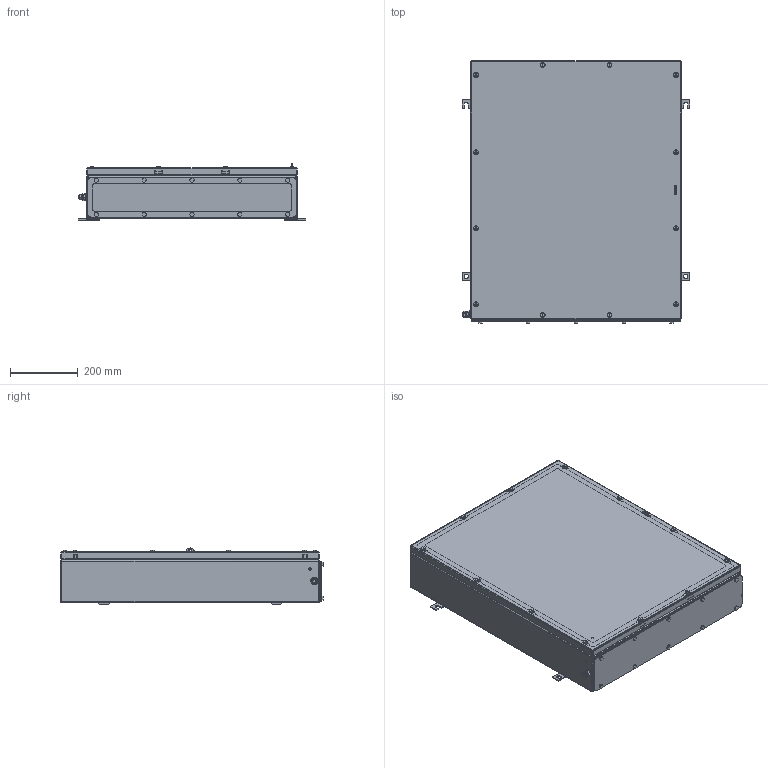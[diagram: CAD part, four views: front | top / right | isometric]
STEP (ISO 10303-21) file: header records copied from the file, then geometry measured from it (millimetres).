
FILE_DESCRIPTION(('CATIA V5 STEP Exchange','CAx-IF Rec.Pracs.--- Model Styling and Organization---1.4--- 2014-01-23'),'2;1');
FILE_NAME ('1523481-3_1_8000108868_8000108868_KTB_MH_766215_S4E1_LD.stp','2024-01-17T10:16:48+00:00',('none'),('Weidmueller'),'CATIA Version 5-6 Release 2016 SP3 HF44','CATIA V5 STEP AP214','none');
FILE_SCHEMA(('AUTOMOTIVE_DESIGN { 1 0 10303 214 1 1 1 1 }'));
Products named in the file (1): 8000108868 KTB MH 766215 S4E1
Bounding box: 671 x 773 x 165 mm (x, y, z)
Volume: 2652414.6 mm3; surface area: 3240655.2 mm2
Topology: 83 solids, 83 shells, 2554 faces, 6524 edges, 4194 vertices
Faces by surface type: plane 1287, cylinder 915, cone 212, bspline 112, torus 20, sphere 8
Entity records: 91608 total; most frequent: CARTESIAN_POINT 30067, ORIENTED_EDGE 12896, DIRECTION 10179, EDGE_CURVE 6448, VERTEX_POINT 4194, VECTOR 3952, LINE 3952, AXIS2_PLACEMENT_3D 3793
